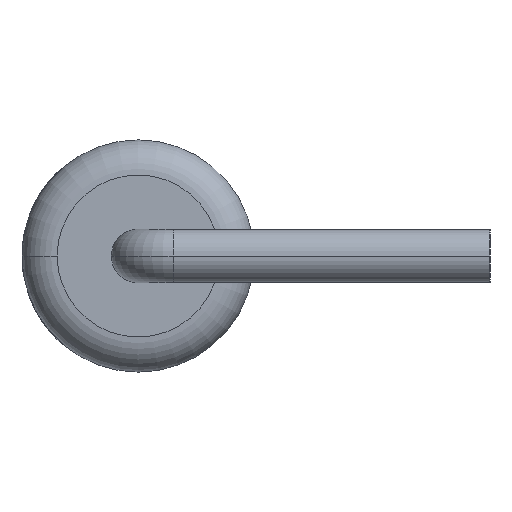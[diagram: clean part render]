
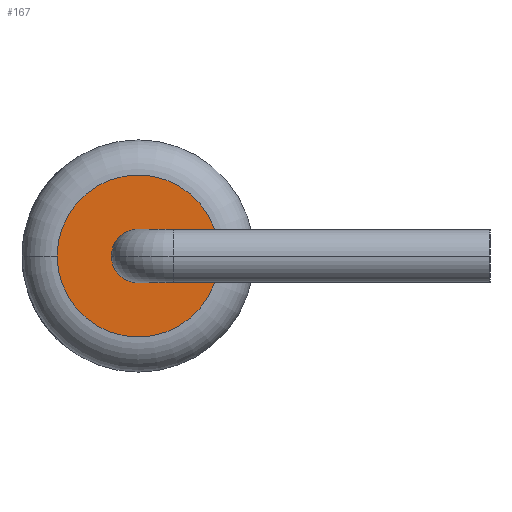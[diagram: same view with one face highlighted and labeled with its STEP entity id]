
A CAD part, left-side view. The second image highlights one B-rep face of the part: STEP entity #167.
In plain terms, the highlighted planar face has unit normal (-1, 0, 0).
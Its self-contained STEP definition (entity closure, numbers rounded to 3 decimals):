
#167 = ADVANCED_FACE ( 'NONE', ( #2037, #2041 ), #1854, .F. ) ;
#520 = EDGE_CURVE ( 'NONE', #868, #814, #2114, .T. ) ;
#523 = EDGE_CURVE ( 'NONE', #796, #862, #2116, .T. ) ;
#599 = EDGE_CURVE ( 'NONE', #862, #796, #2182, .T. ) ;
#604 = EDGE_CURVE ( 'NONE', #814, #868, #2190, .T. ) ;
#761 = ORIENTED_EDGE ( 'NONE', *, *, #520, .T. ) ;
#762 = ORIENTED_EDGE ( 'NONE', *, *, #604, .T. ) ;
#763 = ORIENTED_EDGE ( 'NONE', *, *, #599, .T. ) ;
#764 = ORIENTED_EDGE ( 'NONE', *, *, #523, .T. ) ;
#796 = VERTEX_POINT ( 'NONE', #3147 ) ;
#814 = VERTEX_POINT ( 'NONE', #3164 ) ;
#862 = VERTEX_POINT ( 'NONE', #3212 ) ;
#868 = VERTEX_POINT ( 'NONE', #3218 ) ;
#1544 = AXIS2_PLACEMENT_3D ( 'NONE', #1861, #1862, #1863 ) ;
#1574 = AXIS2_PLACEMENT_3D ( 'NONE', #2484, #2485, #2486 ) ;
#1577 = AXIS2_PLACEMENT_3D ( 'NONE', #2493, #2494, #2495 ) ;
#1605 = AXIS2_PLACEMENT_3D ( 'NONE', #2897, #2898, #2899 ) ;
#1606 = AXIS2_PLACEMENT_3D ( 'NONE', #2908, #2909, #2910 ) ;
#1854 = PLANE ( 'NONE',  #1544 ) ;
#1861 = CARTESIAN_POINT ( 'NONE',  ( 2.159, 4., 0. ) ) ;
#1862 = DIRECTION ( 'NONE',  ( 1., 0., 0. ) ) ;
#1863 = DIRECTION ( 'NONE',  ( 0., 1., 0. ) ) ;
#2037 = FACE_OUTER_BOUND ( 'NONE', #3435, .T. ) ;
#2041 = FACE_BOUND ( 'NONE', #3424, .T. ) ;
#2114 = CIRCLE ( 'NONE', #1574, 1.151 ) ;
#2116 = CIRCLE ( 'NONE', #1577, 0.381 ) ;
#2182 = CIRCLE ( 'NONE', #1605, 0.381 ) ;
#2190 = CIRCLE ( 'NONE', #1606, 1.151 ) ;
#2484 = CARTESIAN_POINT ( 'NONE',  ( 2.159, 4., 0. ) ) ;
#2485 = DIRECTION ( 'NONE',  ( -1., 0., 0. ) ) ;
#2486 = DIRECTION ( 'NONE',  ( 0., 1., 0. ) ) ;
#2493 = CARTESIAN_POINT ( 'NONE',  ( 2.159, 4., 0. ) ) ;
#2494 = DIRECTION ( 'NONE',  ( 1., 0., 0. ) ) ;
#2495 = DIRECTION ( 'NONE',  ( 0., 0., 1. ) ) ;
#2897 = CARTESIAN_POINT ( 'NONE',  ( 2.159, 4., 0. ) ) ;
#2898 = DIRECTION ( 'NONE',  ( 1., 0., 0. ) ) ;
#2899 = DIRECTION ( 'NONE',  ( 0., 0., 1. ) ) ;
#2908 = CARTESIAN_POINT ( 'NONE',  ( 2.159, 4., 0. ) ) ;
#2909 = DIRECTION ( 'NONE',  ( -1., 0., 0. ) ) ;
#2910 = DIRECTION ( 'NONE',  ( 0., 1., 0. ) ) ;
#3147 = CARTESIAN_POINT ( 'NONE',  ( 2.159, 4., 0.381 ) ) ;
#3164 = CARTESIAN_POINT ( 'NONE',  ( 2.159, 2.849, 0. ) ) ;
#3212 = CARTESIAN_POINT ( 'NONE',  ( 2.159, 4., -0.381 ) ) ;
#3218 = CARTESIAN_POINT ( 'NONE',  ( 2.159, 5.151, 0. ) ) ;
#3424 = EDGE_LOOP ( 'NONE', ( #763, #764 ) ) ;
#3435 = EDGE_LOOP ( 'NONE', ( #761, #762 ) ) ;
